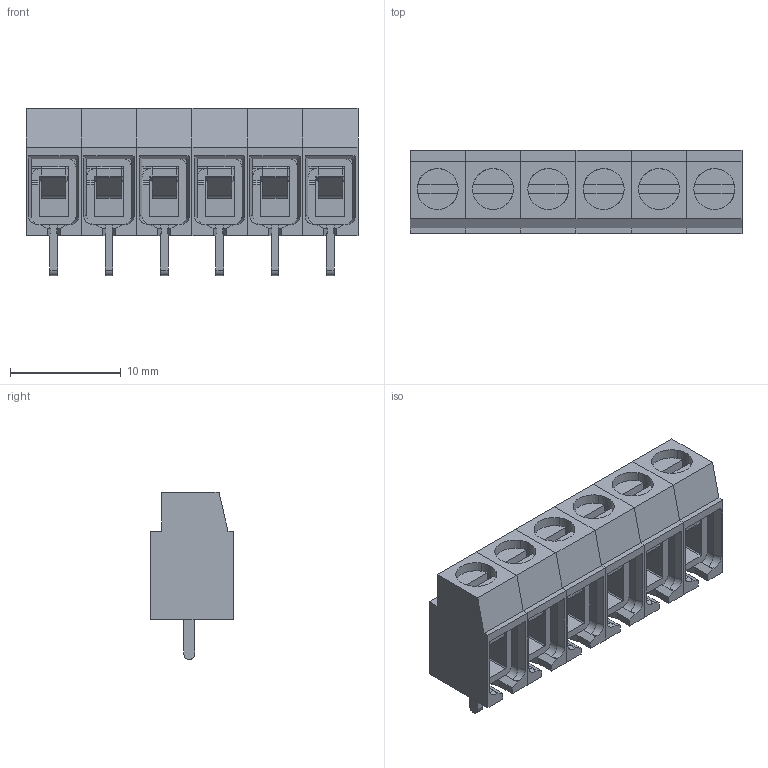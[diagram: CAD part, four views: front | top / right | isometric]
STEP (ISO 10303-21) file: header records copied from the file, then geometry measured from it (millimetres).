
FILE_DESCRIPTION(('STEP AP242'),'1');
FILE_NAME('691137710006.stp','2021-10-09T16:39:26',('TraceParts'),('TraceParts S.A.'),'Spatial InterOp 3D',' ',' ');
FILE_SCHEMA(('AP242_MANAGED_MODEL_BASED_3D_ENGINEERING_MIM_LF {1 0 10303 442 1 1 4}'));
Length unit declared in the file: millimetre
Products named in the file (1): 691137710006_1
Bounding box: 30 x 7.5 x 15.1 mm (x, y, z)
Volume: 1835 mm3; surface area: 3181.6 mm2
Topology: 6 solids, 6 shells, 612 faces, 1704 edges, 1116 vertices
Faces by surface type: plane 450, cylinder 150, cone 12
Entity records: 26122 total; most frequent: CARTESIAN_POINT 5280, ORIENTED_EDGE 3408, DIRECTION 3216, EDGE_CURVE 1704, LINE 1356, VECTOR 1356, VERTEX_POINT 1116, AXIS2_PLACEMENT_3D 930
